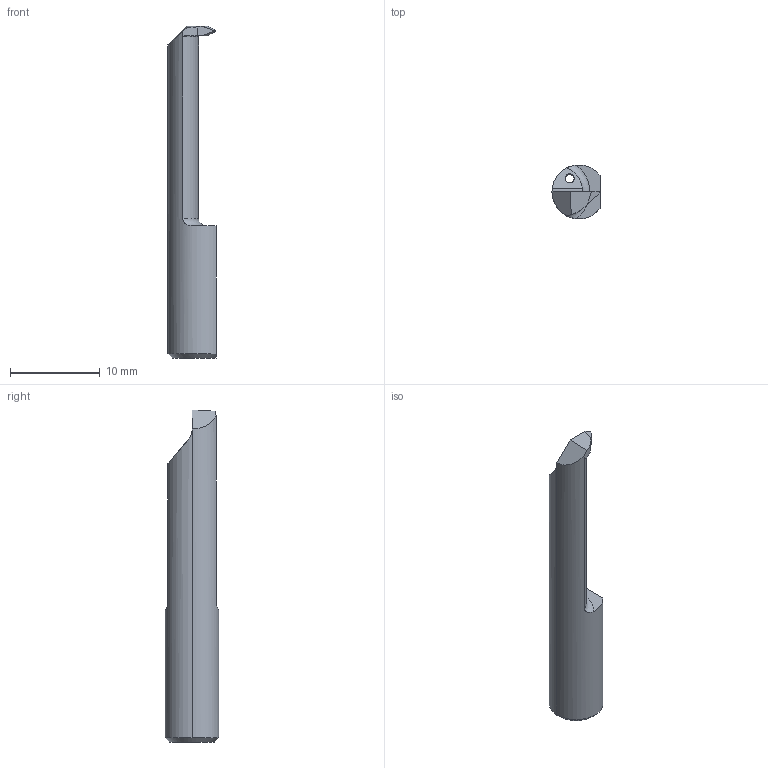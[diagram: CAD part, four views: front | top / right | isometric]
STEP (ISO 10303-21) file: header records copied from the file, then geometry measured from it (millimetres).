
FILE_DESCRIPTION (( 'STEP AP203' ), '1' );
FILE_NAME ('RP06.0510-22.step', '2024-09-13T07:48:15', ( '' ), ( '' ), 'SwSTEP 2.0', 'SolidWorks 2022', '' );
FILE_SCHEMA (( 'CONFIG_CONTROL_DESIGN' ));
Length unit declared in the file: millimetre
Products named in the file (1): RP06.0510-22
Bounding box: 5.35 x 5.99 x 37 mm (x, y, z)
Volume: 628.8 mm3; surface area: 701.4 mm2
Topology: 1 solids, 1 shells, 23 faces, 61 edges, 40 vertices
Faces by surface type: plane 12, cylinder 7, torus 3, cone 1
Entity records: 825 total; most frequent: CARTESIAN_POINT 189, ORIENTED_EDGE 122, DIRECTION 111, EDGE_CURVE 61, AXIS2_PLACEMENT_3D 40, VERTEX_POINT 40, VECTOR 31, LINE 31
